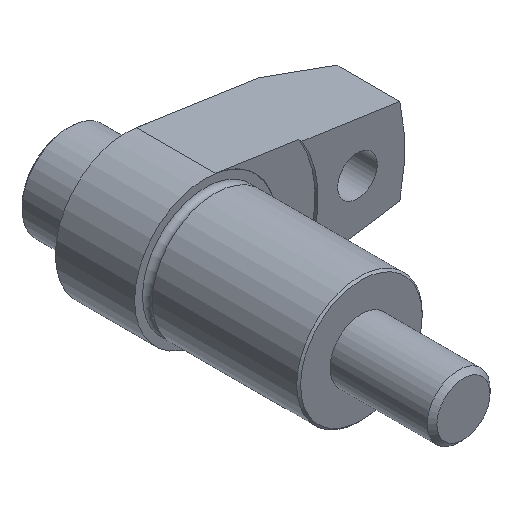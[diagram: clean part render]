
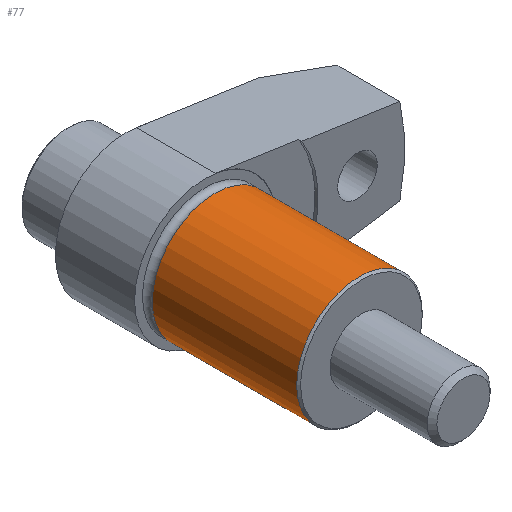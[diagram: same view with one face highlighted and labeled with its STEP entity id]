
A CAD part, isometric view. The second image highlights one B-rep face of the part: STEP entity #77.
In plain terms, the highlighted cylindrical face has radius 16 mm (diameter 32 mm), a full revolution.
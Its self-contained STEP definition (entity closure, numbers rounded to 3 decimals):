
#77 = ADVANCED_FACE( '', ( #172, #173 ), #174, .T. );
#172 = FACE_OUTER_BOUND( '', #289, .T. );
#173 = FACE_OUTER_BOUND( '', #290, .T. );
#174 = CYLINDRICAL_SURFACE( '', #291, 16. );
#289 = EDGE_LOOP( '', ( #456 ) );
#290 = EDGE_LOOP( '', ( #457 ) );
#291 = AXIS2_PLACEMENT_3D( '', #458, #459, #460 );
#456 = ORIENTED_EDGE( '', *, *, #649, .F. );
#457 = ORIENTED_EDGE( '', *, *, #650, .T. );
#458 = CARTESIAN_POINT( '', ( 0., 36., 0. ) );
#459 = DIRECTION( '', ( 0., -1., 0. ) );
#460 = DIRECTION( '', ( -1., 0., 0. ) );
#649 = EDGE_CURVE( '', #768, #768, #769, .T. );
#650 = EDGE_CURVE( '', #770, #770, #771, .T. );
#768 = VERTEX_POINT( '', #973 );
#769 = CIRCLE( '', #974, 16. );
#770 = VERTEX_POINT( '', #975 );
#771 = CIRCLE( '', #976, 16. );
#973 = CARTESIAN_POINT( '', ( -16., -1.7, 0. ) );
#974 = AXIS2_PLACEMENT_3D( '', #1095, #1096, #1097 );
#975 = CARTESIAN_POINT( '', ( -16., -38.5, 0. ) );
#976 = AXIS2_PLACEMENT_3D( '', #1098, #1099, #1100 );
#1095 = CARTESIAN_POINT( '', ( 0., -1.7, 0. ) );
#1096 = DIRECTION( '', ( 0., 1., 0. ) );
#1097 = DIRECTION( '', ( -1., 0., 0. ) );
#1098 = CARTESIAN_POINT( '', ( 0., -38.5, 0. ) );
#1099 = DIRECTION( '', ( 0., 1., 0. ) );
#1100 = DIRECTION( '', ( -1., 0., 0. ) );
